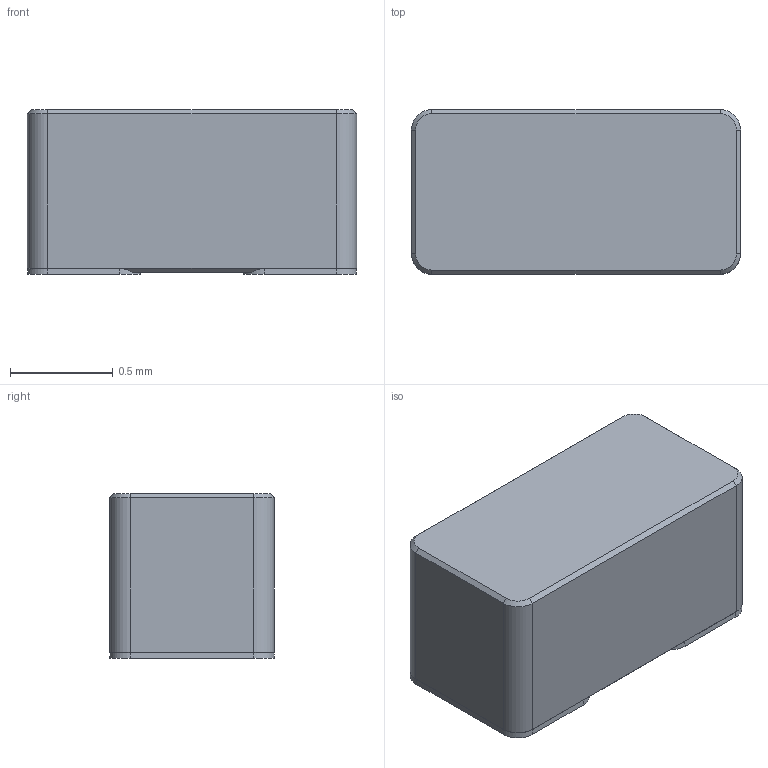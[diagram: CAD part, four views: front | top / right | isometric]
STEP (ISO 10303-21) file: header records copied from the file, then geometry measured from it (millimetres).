
FILE_DESCRIPTION (( 'STEP AP214' ), '1' );
FILE_NAME ('錨璃131.STEP', '2025-08-15T09:45:17', ( '' ), ( '' ), 'SwSTEP 2.0', 'SolidWorks 2021', '' );
FILE_SCHEMA (( 'AUTOMOTIVE_DESIGN' ));
Length unit declared in the file: millimetre
Products named in the file (1): 錨璃131
Bounding box: 1.6 x 0.8 x 0.8 mm (x, y, z)
Volume: 1 mm3; surface area: 6.2 mm2
Topology: 1 solids, 1 shells, 268 faces, 717 edges, 470 vertices
Faces by surface type: plane 150, bspline 98, cone 16, cylinder 4
Entity records: 11771 total; most frequent: CARTESIAN_POINT 2774, ORIENTED_EDGE 1434, DIRECTION 883, EDGE_CURVE 717, LINE 485, VECTOR 485, VERTEX_POINT 470, EDGE_LOOP 287
